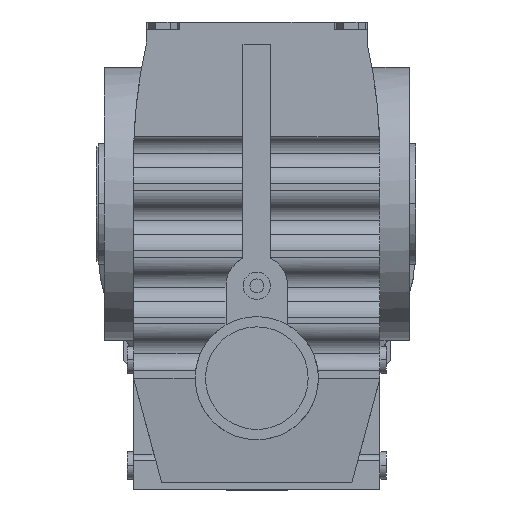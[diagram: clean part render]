
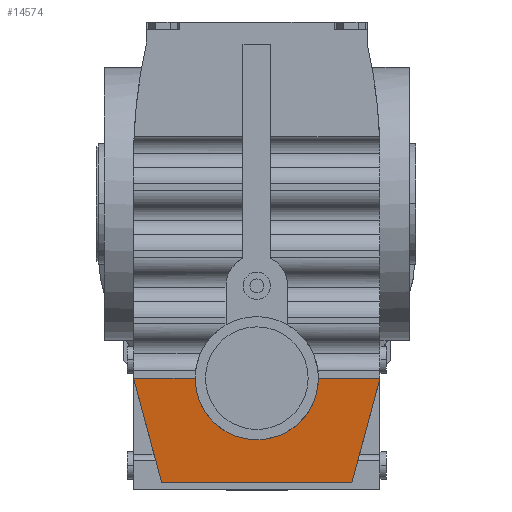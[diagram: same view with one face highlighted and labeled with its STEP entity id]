
A CAD part, top view. The second image highlights one B-rep face of the part: STEP entity #14574.
In plain terms, the highlighted planar face has unit normal (0, -0.108, 0.994).
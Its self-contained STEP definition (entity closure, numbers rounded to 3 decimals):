
#4416 = VERTEX_POINT('',#4417);
#4417 = CARTESIAN_POINT('',(-97.,-100.,320.375));
#4431 = PLANE('',#4432);
#4432 = AXIS2_PLACEMENT_3D('',#4433,#4434,#4435);
#4433 = CARTESIAN_POINT('',(-97.,-100.,-3.));
#4434 = DIRECTION('',(-0.966,-0.259,0.));
#4435 = DIRECTION('',(0.259,-0.966,0.));
#4459 = PLANE('',#4460);
#4460 = AXIS2_PLACEMENT_3D('',#4461,#4462,#4463);
#4461 = CARTESIAN_POINT('',(97.,180.5,320.375));
#4462 = DIRECTION('',(0.,0.,-1.));
#4463 = DIRECTION('',(0.,1.,0.));
#8482 = VERTEX_POINT('',#8483);
#8483 = CARTESIAN_POINT('',(-48.5,-100.,320.375));
#8529 = EDGE_CURVE('',#8482,#4416,#8530,.T.);
#8530 = SURFACE_CURVE('',#8531,(#8535,#8542),.PCURVE_S1.);
#8531 = LINE('',#8532,#8533);
#8532 = CARTESIAN_POINT('',(97.,-100.,320.375));
#8533 = VECTOR('',#8534,1.);
#8534 = DIRECTION('',(-1.,0.,0.));
#8535 = PCURVE('',#4459,#8536);
#8536 = DEFINITIONAL_REPRESENTATION('',(#8537),#8541);
#8537 = LINE('',#8538,#8539);
#8538 = CARTESIAN_POINT('',(-280.5,0.));
#8539 = VECTOR('',#8540,1.);
#8540 = DIRECTION('',(0.,-1.));
#8541 = ( GEOMETRIC_REPRESENTATION_CONTEXT(2) 
PARAMETRIC_REPRESENTATION_CONTEXT() REPRESENTATION_CONTEXT('2D SPACE',''
  ) );
#8542 = PCURVE('',#8543,#8548);
#8543 = PLANE('',#8544);
#8544 = AXIS2_PLACEMENT_3D('',#8545,#8546,#8547);
#8545 = CARTESIAN_POINT('',(97.,-182.5,311.375));
#8546 = DIRECTION('',(0.,0.108,-0.994));
#8547 = DIRECTION('',(0.,0.994,0.108));
#8548 = DEFINITIONAL_REPRESENTATION('',(#8549),#8553);
#8549 = LINE('',#8550,#8551);
#8550 = CARTESIAN_POINT('',(82.989,0.));
#8551 = VECTOR('',#8552,1.);
#8552 = DIRECTION('',(0.,-1.));
#8553 = ( GEOMETRIC_REPRESENTATION_CONTEXT(2) 
PARAMETRIC_REPRESENTATION_CONTEXT() REPRESENTATION_CONTEXT('2D SPACE',''
  ) );
#9325 = VERTEX_POINT('',#9326);
#9326 = CARTESIAN_POINT('',(-74.894,-182.5,311.375));
#9340 = PLANE('',#9341);
#9341 = AXIS2_PLACEMENT_3D('',#9342,#9343,#9344);
#9342 = CARTESIAN_POINT('',(97.,-182.5,49.375));
#9343 = DIRECTION('',(0.,1.,0.));
#9344 = DIRECTION('',(0.,0.,1.));
#9352 = EDGE_CURVE('',#9325,#4416,#9353,.T.);
#9353 = SURFACE_CURVE('',#9354,(#9358,#9365),.PCURVE_S1.);
#9354 = LINE('',#9355,#9356);
#9355 = CARTESIAN_POINT('',(-63.506,-225.002,
    306.738));
#9356 = VECTOR('',#9357,1.);
#9357 = DIRECTION('',(-0.257,0.961,0.105));
#9358 = PCURVE('',#4431,#9359);
#9359 = DEFINITIONAL_REPRESENTATION('',(#9360),#9364);
#9360 = LINE('',#9361,#9362);
#9361 = CARTESIAN_POINT('',(129.411,309.738));
#9362 = VECTOR('',#9363,1.);
#9363 = DIRECTION('',(-0.994,0.105));
#9364 = ( GEOMETRIC_REPRESENTATION_CONTEXT(2) 
PARAMETRIC_REPRESENTATION_CONTEXT() REPRESENTATION_CONTEXT('2D SPACE',''
  ) );
#9365 = PCURVE('',#8543,#9366);
#9366 = DEFINITIONAL_REPRESENTATION('',(#9367),#9371);
#9367 = LINE('',#9368,#9369);
#9368 = CARTESIAN_POINT('',(-42.754,-160.506));
#9369 = VECTOR('',#9370,1.);
#9370 = DIRECTION('',(0.966,-0.257));
#9371 = ( GEOMETRIC_REPRESENTATION_CONTEXT(2) 
PARAMETRIC_REPRESENTATION_CONTEXT() REPRESENTATION_CONTEXT('2D SPACE',''
  ) );
#9749 = PLANE('',#9750);
#9750 = AXIS2_PLACEMENT_3D('',#9751,#9752,#9753);
#9751 = CARTESIAN_POINT('',(97.,-100.,-3.));
#9752 = DIRECTION('',(0.966,-0.259,0.));
#9753 = DIRECTION('',(0.259,0.966,0.));
#12936 = VERTEX_POINT('',#12937);
#12937 = CARTESIAN_POINT('',(48.5,-100.,320.375));
#12950 = CYLINDRICAL_SURFACE('',#12951,48.5);
#12951 = AXIS2_PLACEMENT_3D('',#12952,#12953,#12954);
#12952 = CARTESIAN_POINT('',(0.,-100.,324.375));
#12953 = DIRECTION('',(0.,0.,-1.));
#12954 = DIRECTION('',(-1.,0.,0.));
#12977 = PLANE('',#12978);
#12978 = AXIS2_PLACEMENT_3D('',#12979,#12980,#12981);
#12979 = CARTESIAN_POINT('',(97.,180.5,320.375));
#12980 = DIRECTION('',(0.,0.,-1.));
#12981 = DIRECTION('',(0.,1.,0.));
#14277 = VERTEX_POINT('',#14278);
#14278 = CARTESIAN_POINT('',(97.,-100.,320.375));
#14574 = ADVANCED_FACE('',(#14575),#8543,.F.);
#14575 = FACE_BOUND('',#14576,.T.);
#14576 = EDGE_LOOP('',(#14577,#14622,#14623,#14624,#14647,#14668));
#14577 = ORIENTED_EDGE('',*,*,#14578,.F.);
#14578 = EDGE_CURVE('',#8482,#12936,#14579,.T.);
#14579 = SURFACE_CURVE('',#14580,(#14585,#14593),.PCURVE_S1.);
#14580 = ( BOUNDED_CURVE() B_SPLINE_CURVE(3,(#14581,#14582,#14583,#14584
),.UNSPECIFIED.,.F.,.F.) B_SPLINE_CURVE_WITH_KNOTS((4,4),(4.712
,7.854),.PIECEWISE_BEZIER_KNOTS.) CURVE() 
GEOMETRIC_REPRESENTATION_ITEM() RATIONAL_B_SPLINE_CURVE((1.,
0.333,0.333,1.)) REPRESENTATION_ITEM('') );
#14581 = CARTESIAN_POINT('',(-48.5,-100.,320.375));
#14582 = CARTESIAN_POINT('',(-48.5,-197.,309.793));
#14583 = CARTESIAN_POINT('',(48.5,-197.,309.793));
#14584 = CARTESIAN_POINT('',(48.5,-100.,320.375));
#14585 = PCURVE('',#8543,#14586);
#14586 = DEFINITIONAL_REPRESENTATION('',(#14587),#14592);
#14587 = ( BOUNDED_CURVE() B_SPLINE_CURVE(3,(#14588,#14589,#14590,#14591
),.UNSPECIFIED.,.F.,.F.) B_SPLINE_CURVE_WITH_KNOTS((4,4),(4.712
,7.854),.PIECEWISE_BEZIER_KNOTS.) CURVE() 
GEOMETRIC_REPRESENTATION_ITEM() RATIONAL_B_SPLINE_CURVE((1.,
0.333,0.333,1.)) REPRESENTATION_ITEM('') );
#14588 = CARTESIAN_POINT('',(82.989,-145.5));
#14589 = CARTESIAN_POINT('',(-14.586,-145.5));
#14590 = CARTESIAN_POINT('',(-14.586,-48.5));
#14591 = CARTESIAN_POINT('',(82.989,-48.5));
#14592 = ( GEOMETRIC_REPRESENTATION_CONTEXT(2) 
PARAMETRIC_REPRESENTATION_CONTEXT() REPRESENTATION_CONTEXT('2D SPACE',''
  ) );
#14593 = PCURVE('',#12950,#14594);
#14594 = DEFINITIONAL_REPRESENTATION('',(#14595),#14621);
#14595 = B_SPLINE_CURVE_WITH_KNOTS('',3,(#14596,#14597,#14598,#14599,
    #14600,#14601,#14602,#14603,#14604,#14605,#14606,#14607,#14608,
    #14609,#14610,#14611,#14612,#14613,#14614,#14615,#14616,#14617,
    #14618,#14619,#14620),.UNSPECIFIED.,.F.,.F.,(4,1,1,1,1,1,1,1,1,1,1,1
    ,1,1,1,1,1,1,1,1,1,1,4),(4.712,4.855,
    4.998,5.141,5.284,5.426,
    5.569,5.712,5.855,5.998,
    6.14,6.283,6.426,6.569,
    6.712,6.854,6.997,7.14,
    7.283,7.426,7.568,7.711,
    7.854),.QUASI_UNIFORM_KNOTS.);
#14596 = CARTESIAN_POINT('',(6.283,4.));
#14597 = CARTESIAN_POINT('',(6.253,4.16));
#14598 = CARTESIAN_POINT('',(6.19,4.496));
#14599 = CARTESIAN_POINT('',(6.085,5.041));
#14600 = CARTESIAN_POINT('',(5.972,5.625));
#14601 = CARTESIAN_POINT('',(5.848,6.238));
#14602 = CARTESIAN_POINT('',(5.713,6.866));
#14603 = CARTESIAN_POINT('',(5.567,7.485));
#14604 = CARTESIAN_POINT('',(5.412,8.067));
#14605 = CARTESIAN_POINT('',(5.246,8.577));
#14606 = CARTESIAN_POINT('',(5.073,8.976));
#14607 = CARTESIAN_POINT('',(4.894,9.232));
#14608 = CARTESIAN_POINT('',(4.712,9.32));
#14609 = CARTESIAN_POINT('',(4.531,9.232));
#14610 = CARTESIAN_POINT('',(4.352,8.976));
#14611 = CARTESIAN_POINT('',(4.179,8.577));
#14612 = CARTESIAN_POINT('',(4.013,8.067));
#14613 = CARTESIAN_POINT('',(3.857,7.485));
#14614 = CARTESIAN_POINT('',(3.712,6.866));
#14615 = CARTESIAN_POINT('',(3.577,6.238));
#14616 = CARTESIAN_POINT('',(3.453,5.625));
#14617 = CARTESIAN_POINT('',(3.339,5.041));
#14618 = CARTESIAN_POINT('',(3.235,4.496));
#14619 = CARTESIAN_POINT('',(3.172,4.16));
#14620 = CARTESIAN_POINT('',(3.142,4.));
#14621 = ( GEOMETRIC_REPRESENTATION_CONTEXT(2) 
PARAMETRIC_REPRESENTATION_CONTEXT() REPRESENTATION_CONTEXT('2D SPACE',''
  ) );
#14622 = ORIENTED_EDGE('',*,*,#8529,.T.);
#14623 = ORIENTED_EDGE('',*,*,#9352,.F.);
#14624 = ORIENTED_EDGE('',*,*,#14625,.F.);
#14625 = EDGE_CURVE('',#14626,#9325,#14628,.T.);
#14626 = VERTEX_POINT('',#14627);
#14627 = CARTESIAN_POINT('',(74.894,-182.5,311.375));
#14628 = SURFACE_CURVE('',#14629,(#14633,#14640),.PCURVE_S1.);
#14629 = LINE('',#14630,#14631);
#14630 = CARTESIAN_POINT('',(97.,-182.5,311.375));
#14631 = VECTOR('',#14632,1.);
#14632 = DIRECTION('',(-1.,0.,0.));
#14633 = PCURVE('',#8543,#14634);
#14634 = DEFINITIONAL_REPRESENTATION('',(#14635),#14639);
#14635 = LINE('',#14636,#14637);
#14636 = CARTESIAN_POINT('',(0.,0.));
#14637 = VECTOR('',#14638,1.);
#14638 = DIRECTION('',(0.,-1.));
#14639 = ( GEOMETRIC_REPRESENTATION_CONTEXT(2) 
PARAMETRIC_REPRESENTATION_CONTEXT() REPRESENTATION_CONTEXT('2D SPACE',''
  ) );
#14640 = PCURVE('',#9340,#14641);
#14641 = DEFINITIONAL_REPRESENTATION('',(#14642),#14646);
#14642 = LINE('',#14643,#14644);
#14643 = CARTESIAN_POINT('',(262.,0.));
#14644 = VECTOR('',#14645,1.);
#14645 = DIRECTION('',(0.,-1.));
#14646 = ( GEOMETRIC_REPRESENTATION_CONTEXT(2) 
PARAMETRIC_REPRESENTATION_CONTEXT() REPRESENTATION_CONTEXT('2D SPACE',''
  ) );
#14647 = ORIENTED_EDGE('',*,*,#14648,.F.);
#14648 = EDGE_CURVE('',#14277,#14626,#14649,.T.);
#14649 = SURFACE_CURVE('',#14650,(#14654,#14661),.PCURVE_S1.);
#14650 = LINE('',#14651,#14652);
#14651 = CARTESIAN_POINT('',(76.359,-177.034,
    311.971));
#14652 = VECTOR('',#14653,1.);
#14653 = DIRECTION('',(-0.257,-0.961,-0.105)
  );
#14654 = PCURVE('',#8543,#14655);
#14655 = DEFINITIONAL_REPRESENTATION('',(#14656),#14660);
#14656 = LINE('',#14657,#14658);
#14657 = CARTESIAN_POINT('',(5.498,-20.641));
#14658 = VECTOR('',#14659,1.);
#14659 = DIRECTION('',(-0.966,-0.257));
#14660 = ( GEOMETRIC_REPRESENTATION_CONTEXT(2) 
PARAMETRIC_REPRESENTATION_CONTEXT() REPRESENTATION_CONTEXT('2D SPACE',''
  ) );
#14661 = PCURVE('',#9749,#14662);
#14662 = DEFINITIONAL_REPRESENTATION('',(#14663),#14667);
#14663 = LINE('',#14664,#14665);
#14664 = CARTESIAN_POINT('',(-79.752,314.971));
#14665 = VECTOR('',#14666,1.);
#14666 = DIRECTION('',(-0.994,-0.105));
#14667 = ( GEOMETRIC_REPRESENTATION_CONTEXT(2) 
PARAMETRIC_REPRESENTATION_CONTEXT() REPRESENTATION_CONTEXT('2D SPACE',''
  ) );
#14668 = ORIENTED_EDGE('',*,*,#14669,.T.);
#14669 = EDGE_CURVE('',#14277,#12936,#14670,.T.);
#14670 = SURFACE_CURVE('',#14671,(#14675,#14682),.PCURVE_S1.);
#14671 = LINE('',#14672,#14673);
#14672 = CARTESIAN_POINT('',(97.,-100.,320.375));
#14673 = VECTOR('',#14674,1.);
#14674 = DIRECTION('',(-1.,0.,0.));
#14675 = PCURVE('',#8543,#14676);
#14676 = DEFINITIONAL_REPRESENTATION('',(#14677),#14681);
#14677 = LINE('',#14678,#14679);
#14678 = CARTESIAN_POINT('',(82.989,0.));
#14679 = VECTOR('',#14680,1.);
#14680 = DIRECTION('',(0.,-1.));
#14681 = ( GEOMETRIC_REPRESENTATION_CONTEXT(2) 
PARAMETRIC_REPRESENTATION_CONTEXT() REPRESENTATION_CONTEXT('2D SPACE',''
  ) );
#14682 = PCURVE('',#12977,#14683);
#14683 = DEFINITIONAL_REPRESENTATION('',(#14684),#14688);
#14684 = LINE('',#14685,#14686);
#14685 = CARTESIAN_POINT('',(-280.5,0.));
#14686 = VECTOR('',#14687,1.);
#14687 = DIRECTION('',(0.,-1.));
#14688 = ( GEOMETRIC_REPRESENTATION_CONTEXT(2) 
PARAMETRIC_REPRESENTATION_CONTEXT() REPRESENTATION_CONTEXT('2D SPACE',''
  ) );
